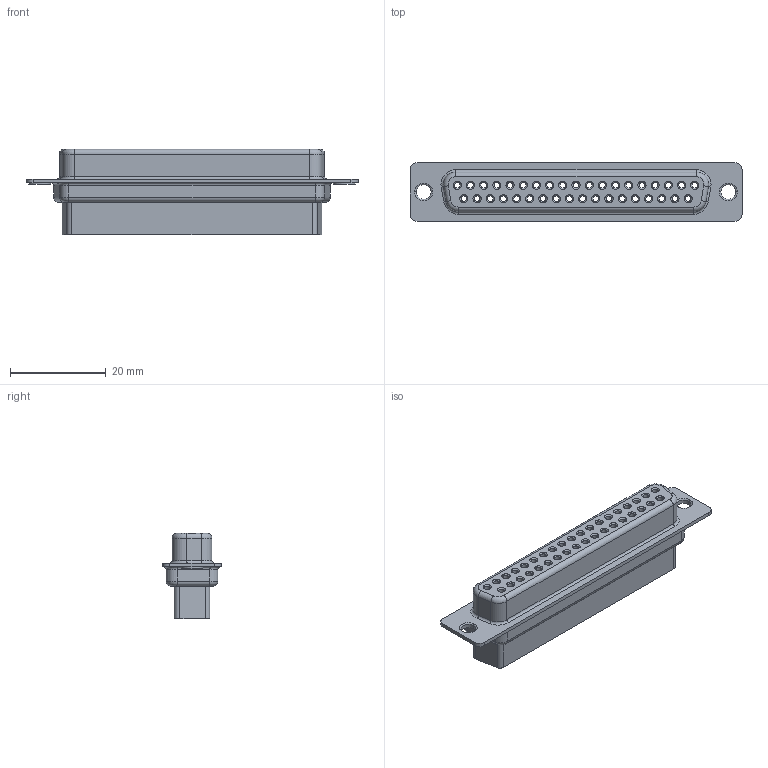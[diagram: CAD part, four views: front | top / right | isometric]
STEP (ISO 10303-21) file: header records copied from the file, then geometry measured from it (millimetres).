
FILE_DESCRIPTION(('Creo Elements/Direct Modeling STEP Export'),'2;1');
FILE_NAME('0ln7uvk5h873of33060','2022-02-16T14:15:03',(''),(''),'Creo Elements/Direct Modeling STEP processor for AP214 (Solid Model)','Creo Elements/Direct Modeling 20.1B 02-Apr-2019 (C) Parametric Technology GmbH','');
FILE_SCHEMA(('AUTOMOTIVE_DESIGN { 1 0 10303 214 1 1 1 1 }'));
Length unit declared in the file: millimetre
Products named in the file (2): DPTCF_37
Assembly tree (1 placements, depth 2):
  DPTCF_37
    DPTCF_37
Bounding box: 69.2 x 12.2 x 17.8 mm (x, y, z)
Volume: 6278.7 mm3; surface area: 7767.9 mm2
Topology: 1 solids, 1 shells, 342 faces, 784 edges, 486 vertices
Faces by surface type: cylinder 188, cone 74, plane 60, torus 20
Entity records: 11724 total; most frequent: ORIENTED_EDGE 1568, DIRECTION 1556, CARTESIAN_POINT 1419, EDGE_CURVE 784, AXIS2_PLACEMENT_3D 623, VERTEX_POINT 486, EDGE_LOOP 462, COLOUR_RGB 343
